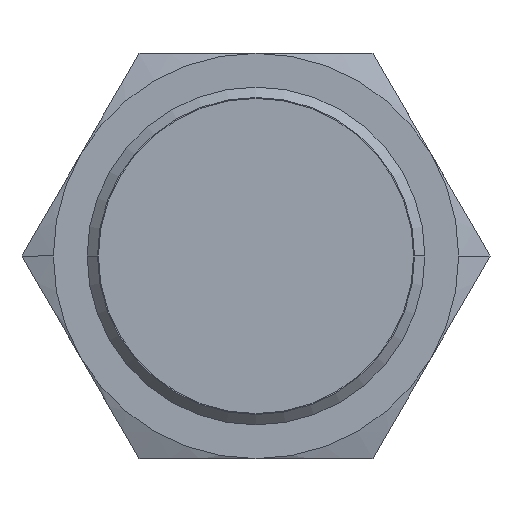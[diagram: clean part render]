
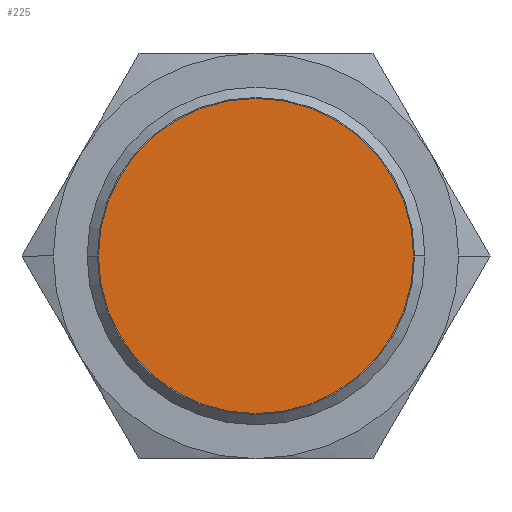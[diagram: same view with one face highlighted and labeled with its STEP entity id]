
A CAD part, left-side view. The second image highlights one B-rep face of the part: STEP entity #225.
In plain terms, the highlighted planar face has unit normal (-1, 0, 0).
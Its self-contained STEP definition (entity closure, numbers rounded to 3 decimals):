
#225 = ADVANCED_FACE( '', ( #399 ), #400, .T. );
#399 = FACE_OUTER_BOUND( '', #636, .T. );
#400 = PLANE( '', #637 );
#636 = EDGE_LOOP( '', ( #1148, #1149 ) );
#637 = AXIS2_PLACEMENT_3D( '', #1150, #1151, #1152 );
#1148 = ORIENTED_EDGE( '', *, *, #1592, .T. );
#1149 = ORIENTED_EDGE( '', *, *, #1704, .T. );
#1150 = CARTESIAN_POINT( '', ( 0., 7., 0. ) );
#1151 = DIRECTION( '', ( -1., 0., 0. ) );
#1152 = DIRECTION( '', ( 0., 1., 0. ) );
#1592 = EDGE_CURVE( '', #1834, #1838, #1840, .T. );
#1704 = EDGE_CURVE( '', #1838, #1834, #2020, .T. );
#1834 = VERTEX_POINT( '', #2222 );
#1838 = VERTEX_POINT( '', #2227 );
#1840 = CIRCLE( '', #2230, 14. );
#2020 = CIRCLE( '', #2452, 14. );
#2222 = CARTESIAN_POINT( '', ( 0., 14., 0. ) );
#2227 = CARTESIAN_POINT( '', ( 0., -14., 0. ) );
#2230 = AXIS2_PLACEMENT_3D( '', #3122, #3123, #3124 );
#2452 = AXIS2_PLACEMENT_3D( '', #3374, #3375, #3376 );
#3122 = CARTESIAN_POINT( '', ( 0., 0., 0. ) );
#3123 = DIRECTION( '', ( -1., 0., 0. ) );
#3124 = DIRECTION( '', ( 0., 1., 0. ) );
#3374 = CARTESIAN_POINT( '', ( 0., 0., 0. ) );
#3375 = DIRECTION( '', ( -1., 0., 0. ) );
#3376 = DIRECTION( '', ( 0., 1., 0. ) );
